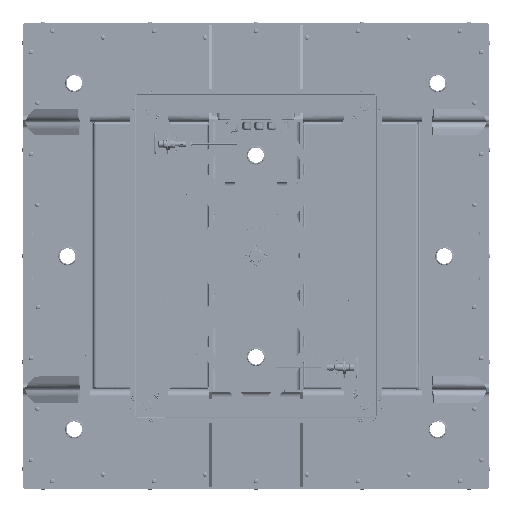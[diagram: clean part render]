
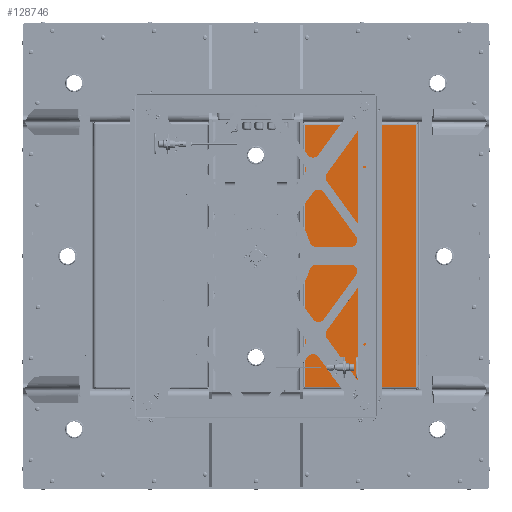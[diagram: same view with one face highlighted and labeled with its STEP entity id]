
A CAD part, top view. The second image highlights one B-rep face of the part: STEP entity #128746.
In plain terms, the highlighted planar face has unit normal (0, 0, 1).
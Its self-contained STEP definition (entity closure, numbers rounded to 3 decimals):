
#4332=PLANE('',#137077);
#8503=FACE_OUTER_BOUND('',#15882,.T.);
#15882=EDGE_LOOP('',(#84059,#84060,#84061,#84062));
#24667=LINE('',#191542,#34530);
#24700=LINE('',#192116,#34563);
#24735=LINE('',#192222,#34598);
#24740=LINE('',#192288,#34603);
#34530=VECTOR('',#152543,10.);
#34563=VECTOR('',#152614,10.);
#34598=VECTOR('',#152693,10.);
#34603=VECTOR('',#152722,10.);
#52184=VERTEX_POINT('',#191530);
#52185=VERTEX_POINT('',#191541);
#52208=VERTEX_POINT('',#191793);
#52216=VERTEX_POINT('',#191926);
#64527=EDGE_CURVE('',#52184,#52185,#24667,.T.);
#64590=EDGE_CURVE('',#52184,#52208,#24700,.T.);
#64632=EDGE_CURVE('',#52216,#52185,#24735,.T.);
#64645=EDGE_CURVE('',#52208,#52216,#24740,.T.);
#84059=ORIENTED_EDGE('',*,*,#64590,.T.);
#84060=ORIENTED_EDGE('',*,*,#64645,.T.);
#84061=ORIENTED_EDGE('',*,*,#64632,.T.);
#84062=ORIENTED_EDGE('',*,*,#64527,.F.);
#128746=ADVANCED_FACE('',(#8503),#4332,.T.);
#137077=AXIS2_PLACEMENT_3D('',#192289,#152723,#152724);
#152543=DIRECTION('',(0.,-1.,0.));
#152614=DIRECTION('',(-1.,0.,0.));
#152693=DIRECTION('',(1.,0.,0.));
#152722=DIRECTION('',(0.,-1.,0.));
#152723=DIRECTION('center_axis',(0.,0.,
1.));
#152724=DIRECTION('ref_axis',(1.,0.,0.));
#191530=CARTESIAN_POINT('',(361.,296.,155.086));
#191541=CARTESIAN_POINT('',(361.,-295.,155.086));
#191542=CARTESIAN_POINT('',(361.,302.,155.086));
#191793=CARTESIAN_POINT('',(111.,296.,155.086));
#191926=CARTESIAN_POINT('',(111.,-295.,155.086));
#192116=CARTESIAN_POINT('',(169.,296.,155.086));
#192222=CARTESIAN_POINT('',(172.005,-295.,155.086));
#192288=CARTESIAN_POINT('',(111.,-147.25,155.086));
#192289=CARTESIAN_POINT('Origin',(233.,0.5,155.086));
